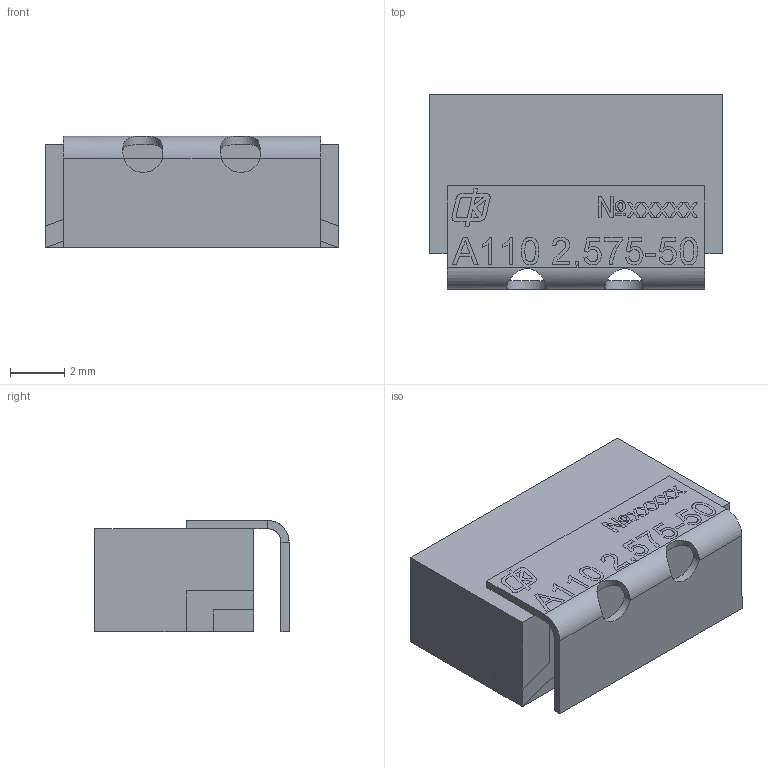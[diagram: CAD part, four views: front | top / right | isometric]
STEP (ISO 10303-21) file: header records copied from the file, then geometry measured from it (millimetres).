
FILE_DESCRIPTION(('STEP AP203'), '1');
FILE_NAME('ÍØÁÀ.434834.019-02.01_Ôèëüòð ÔÊÏ1-219-02-2,575-50', '', ('UNSPECIFIED'), ('UNSPECIFIED'), 'ASCON STEP Converter 1.6', 'ASCON Math Kernel', '');
FILE_SCHEMA(('CONFIG_CONTROL_DESIGN'));
Length unit declared in the file: millimetre
Products named in the file (1): НШБА.434834.019-02.01_Фильтр ФКП1-219-02-2,575-50
Bounding box: 10.8 x 7.16 x 4.1 mm (x, y, z)
Volume: 260.3 mm3; surface area: 350.7 mm2
Topology: 1 solids, 1 shells, 338 faces, 914 edges, 602 vertices
Faces by surface type: plane 240, bspline 87, cylinder 11
Entity records: 21849 total; most frequent: CARTESIAN_POINT 11320, ORIENTED_EDGE 1828, DIRECTION 1197, EDGE_CURVE 914, LINE 649, VECTOR 649, VERTEX_POINT 602, FACE_BOUND 366
